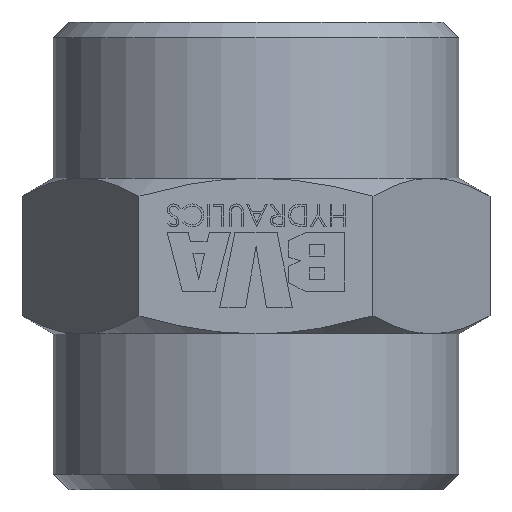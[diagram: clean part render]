
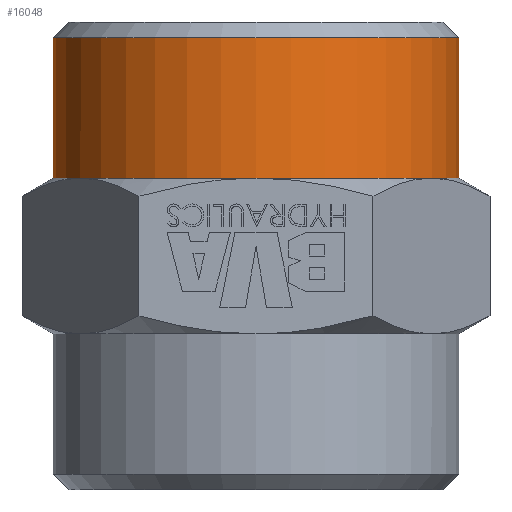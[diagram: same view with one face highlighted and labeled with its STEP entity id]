
A CAD part, front view. The second image highlights one B-rep face of the part: STEP entity #16048.
In plain terms, the highlighted cylindrical face has radius 13 mm (diameter 26 mm), a partial arc.
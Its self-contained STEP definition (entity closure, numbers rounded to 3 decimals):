
#69 = CARTESIAN_POINT ( 'NONE',  ( -13., 0., 5. ) ) ;
#151 = CARTESIAN_POINT ( 'NONE',  ( 0., 0., 5. ) ) ;
#536 = ORIENTED_EDGE ( 'NONE', *, *, #5068, .T. ) ;
#1009 = EDGE_CURVE ( 'NONE', #2425, #6483, #3471, .T. ) ;
#1378 = DIRECTION ( 'NONE',  ( 0., 0., 1. ) ) ;
#2425 = VERTEX_POINT ( 'NONE', #69 ) ;
#2499 = CARTESIAN_POINT ( 'NONE',  ( 0., 0., 5. ) ) ;
#2512 = DIRECTION ( 'NONE',  ( 0., 0., 1. ) ) ;
#2577 = CARTESIAN_POINT ( 'NONE',  ( 0., 0., 5. ) ) ;
#2617 = DIRECTION ( 'NONE',  ( 1., 0., 0. ) ) ;
#2660 = CARTESIAN_POINT ( 'NONE',  ( 11.258, -6.5, 5. ) ) ;
#2791 = DIRECTION ( 'NONE',  ( 1., 0., 0. ) ) ;
#2849 = AXIS2_PLACEMENT_3D ( 'NONE', #2577, #8722, #2791 ) ;
#2913 = EDGE_CURVE ( 'NONE', #10302, #13536, #3238, .T. ) ;
#3238 = CIRCLE ( 'NONE', #10069, 13. ) ;
#3248 = DIRECTION ( 'NONE',  ( 0., 0., -1. ) ) ;
#3347 = ORIENTED_EDGE ( 'NONE', *, *, #7091, .T. ) ;
#3471 = CIRCLE ( 'NONE', #10659, 13. ) ;
#3601 = EDGE_CURVE ( 'NONE', #6816, #13536, #7737, .T. ) ;
#3900 = ORIENTED_EDGE ( 'NONE', *, *, #1009, .T. ) ;
#4164 = DIRECTION ( 'NONE',  ( -1., 0., 0. ) ) ;
#4387 = VECTOR ( 'NONE', #9873, 1000. ) ;
#4581 = CYLINDRICAL_SURFACE ( 'NONE', #14697, 13. ) ;
#5068 = EDGE_CURVE ( 'NONE', #6816, #15491, #12392, .T. ) ;
#5175 = AXIS2_PLACEMENT_3D ( 'NONE', #15117, #1378, #12622 ) ;
#5272 = VECTOR ( 'NONE', #3248, 1000. ) ;
#6483 = VERTEX_POINT ( 'NONE', #14423 ) ;
#6643 = LINE ( 'NONE', #15912, #5272 ) ;
#6816 = VERTEX_POINT ( 'NONE', #11961 ) ;
#7091 = EDGE_CURVE ( 'NONE', #6483, #15343, #12419, .T. ) ;
#7174 = DIRECTION ( 'NONE',  ( 1., 0., 0. ) ) ;
#7331 = CARTESIAN_POINT ( 'NONE',  ( 0., 0., 14. ) ) ;
#7389 = DIRECTION ( 'NONE',  ( 0., 0., -1. ) ) ;
#7401 = ORIENTED_EDGE ( 'NONE', *, *, #12460, .T. ) ;
#7477 = ORIENTED_EDGE ( 'NONE', *, *, #2913, .T. ) ;
#7483 = CARTESIAN_POINT ( 'NONE',  ( 13., 0., 5. ) ) ;
#7737 = LINE ( 'NONE', #12508, #4387 ) ;
#7902 = DIRECTION ( 'NONE',  ( 0., 0., -1. ) ) ;
#7938 = FACE_OUTER_BOUND ( 'NONE', #8338, .T. ) ;
#8338 = EDGE_LOOP ( 'NONE', ( #12194, #536, #14413, #3900, #3347, #7401, #7477 ) ) ;
#8697 = DIRECTION ( 'NONE',  ( 1., 0., 0. ) ) ;
#8722 = DIRECTION ( 'NONE',  ( 0., 0., 1. ) ) ;
#9873 = DIRECTION ( 'NONE',  ( 0., 0., -1. ) ) ;
#10069 = AXIS2_PLACEMENT_3D ( 'NONE', #151, #2512, #2617 ) ;
#10222 = CARTESIAN_POINT ( 'NONE',  ( 0., -13., 5. ) ) ;
#10302 = VERTEX_POINT ( 'NONE', #2660 ) ;
#10426 = CARTESIAN_POINT ( 'NONE',  ( 0., 0., 15. ) ) ;
#10659 = AXIS2_PLACEMENT_3D ( 'NONE', #2499, #13651, #8697 ) ;
#11961 = CARTESIAN_POINT ( 'NONE',  ( 13., 0., 14. ) ) ;
#12038 = EDGE_CURVE ( 'NONE', #15491, #2425, #6643, .T. ) ;
#12194 = ORIENTED_EDGE ( 'NONE', *, *, #3601, .F. ) ;
#12224 = AXIS2_PLACEMENT_3D ( 'NONE', #7331, #7389, #7174 ) ;
#12392 = CIRCLE ( 'NONE', #12224, 13. ) ;
#12419 = CIRCLE ( 'NONE', #5175, 13. ) ;
#12460 = EDGE_CURVE ( 'NONE', #15343, #10302, #14517, .T. ) ;
#12508 = CARTESIAN_POINT ( 'NONE',  ( 13., 0., 15. ) ) ;
#12622 = DIRECTION ( 'NONE',  ( 1., 0., 0. ) ) ;
#13375 = CARTESIAN_POINT ( 'NONE',  ( -13., 0., 14. ) ) ;
#13536 = VERTEX_POINT ( 'NONE', #7483 ) ;
#13651 = DIRECTION ( 'NONE',  ( 0., 0., 1. ) ) ;
#14413 = ORIENTED_EDGE ( 'NONE', *, *, #12038, .T. ) ;
#14423 = CARTESIAN_POINT ( 'NONE',  ( -11.258, -6.5, 5. ) ) ;
#14517 = CIRCLE ( 'NONE', #2849, 13. ) ;
#14697 = AXIS2_PLACEMENT_3D ( 'NONE', #10426, #7902, #4164 ) ;
#15117 = CARTESIAN_POINT ( 'NONE',  ( 0., 0., 5. ) ) ;
#15343 = VERTEX_POINT ( 'NONE', #10222 ) ;
#15491 = VERTEX_POINT ( 'NONE', #13375 ) ;
#15912 = CARTESIAN_POINT ( 'NONE',  ( -13., 0., 15. ) ) ;
#16048 = ADVANCED_FACE ( 'NONE', ( #7938 ), #4581, .T. ) ;
